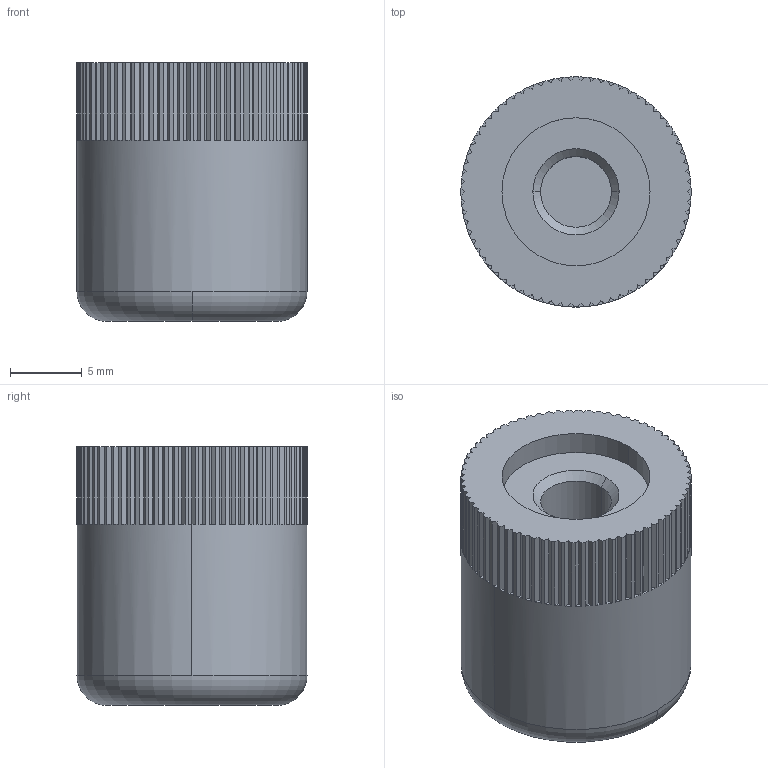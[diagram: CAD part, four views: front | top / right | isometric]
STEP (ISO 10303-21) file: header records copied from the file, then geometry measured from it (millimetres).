
FILE_DESCRIPTION(('STEP AP214'),'1');
FILE_NAME(' ',' ',('TraceParts'),('TraceParts S.A.'),'XStep 1.0',' ',' ');
FILE_SCHEMA(('automotive_design'));
Length unit declared in the file: millimetre
Products named in the file (2): 1; 2
Bounding box: 16 x 16 x 18 mm (x, y, z)
Volume: 1954.4 mm3; surface area: 2588.6 mm2
Topology: 2 solids, 2 shells, 235 faces, 684 edges, 456 vertices
Faces by surface type: plane 217, cylinder 10, torus 4, cone 4
Entity records: 15393 total; most frequent: CARTESIAN_POINT 1377, STYLED_ITEM 1375, PRESENTATION_STYLE_ASSIGNMENT 1375, COLOUR_RGB 1375, ORIENTED_EDGE 1368, DIRECTION 1338, EDGE_CURVE 684, CURVE_STYLE 684
